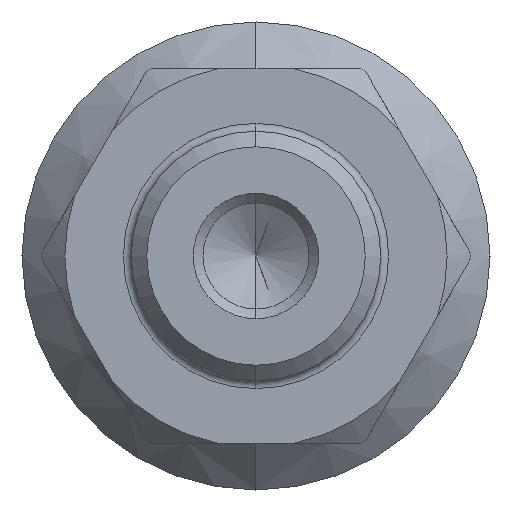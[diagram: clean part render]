
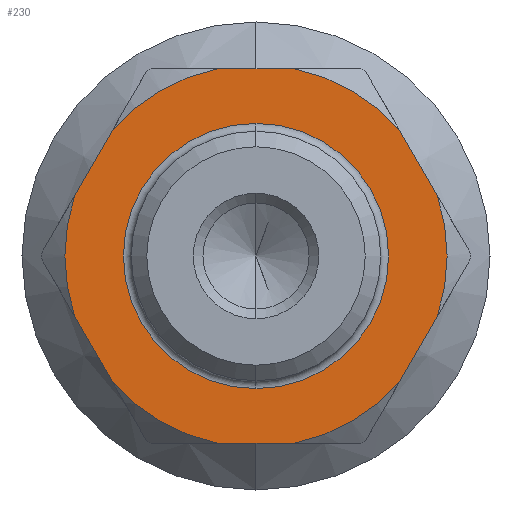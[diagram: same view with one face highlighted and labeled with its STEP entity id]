
A CAD part, left-side view. The second image highlights one B-rep face of the part: STEP entity #230.
In plain terms, the highlighted planar face has unit normal (-1, 0, 0).
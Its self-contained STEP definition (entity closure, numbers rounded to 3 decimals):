
#11 = AXIS2_PLACEMENT_3D ( 'NONE', #824, #1283, #533 ) ;
#17 = CARTESIAN_POINT ( 'NONE',  ( -112., 9.161, 8.132 ) ) ;
#23 = ORIENTED_EDGE ( 'NONE', *, *, #839, .T. ) ;
#24 = DIRECTION ( 'NONE',  ( 0., 0., -1. ) ) ;
#29 = DIRECTION ( 'NONE',  ( 0., 0., -1. ) ) ;
#85 = AXIS2_PLACEMENT_3D ( 'NONE', #136, #1014, #253 ) ;
#120 = EDGE_CURVE ( 'NONE', #708, #642, #659, .T. ) ;
#123 = EDGE_CURVE ( 'NONE', #401, #1043, #275, .T. ) ;
#130 = DIRECTION ( 'NONE',  ( 1., 0., 0. ) ) ;
#136 = CARTESIAN_POINT ( 'NONE',  ( -112., 0., 0. ) ) ;
#144 = EDGE_CURVE ( 'NONE', #841, #231, #1273, .T. ) ;
#146 = CARTESIAN_POINT ( 'NONE',  ( -112., -9.161, 8.132 ) ) ;
#153 = LINE ( 'NONE', #268, #1464 ) ;
#172 = CIRCLE ( 'NONE', #11, 12.25 ) ;
#195 = AXIS2_PLACEMENT_3D ( 'NONE', #1545, #790, #29 ) ;
#230 = ADVANCED_FACE ( 'NONE', ( #1383, #416 ), #1517, .F. ) ;
#231 = VERTEX_POINT ( 'NONE', #1257 ) ;
#246 = CIRCLE ( 'NONE', #85, 12.25 ) ;
#249 = VERTEX_POINT ( 'NONE', #894 ) ;
#253 = DIRECTION ( 'NONE',  ( 0., 0., -1. ) ) ;
#260 = CARTESIAN_POINT ( 'NONE',  ( -112., 0., 0. ) ) ;
#268 = CARTESIAN_POINT ( 'NONE',  ( -112., -6.928, -12. ) ) ;
#274 = VERTEX_POINT ( 'NONE', #653 ) ;
#275 = LINE ( 'NONE', #1222, #1592 ) ;
#297 = DIRECTION ( 'NONE',  ( 1., 0., 0. ) ) ;
#305 = ORIENTED_EDGE ( 'NONE', *, *, #120, .T. ) ;
#313 = CARTESIAN_POINT ( 'NONE',  ( -112., 0., -8.5 ) ) ;
#319 = VECTOR ( 'NONE', #1100, 1000. ) ;
#357 = EDGE_LOOP ( 'NONE', ( #23, #648, #1456, #913, #1509, #909, #997, #953, #305, #1355, #753, #1386 ) ) ;
#379 = DIRECTION ( 'NONE',  ( -1., 0., 0. ) ) ;
#380 = AXIS2_PLACEMENT_3D ( 'NONE', #1538, #788, #24 ) ;
#390 = VECTOR ( 'NONE', #838, 1000. ) ;
#391 = DIRECTION ( 'NONE',  ( 0., 0., -1. ) ) ;
#401 = VERTEX_POINT ( 'NONE', #771 ) ;
#412 = AXIS2_PLACEMENT_3D ( 'NONE', #260, #1144, #391 ) ;
#416 = FACE_OUTER_BOUND ( 'NONE', #357, .T. ) ;
#420 = ORIENTED_EDGE ( 'NONE', *, *, #976, .T. ) ;
#425 = CARTESIAN_POINT ( 'NONE',  ( -112., 2.462, 12. ) ) ;
#505 = AXIS2_PLACEMENT_3D ( 'NONE', #884, #379, #1514 ) ;
#507 = CARTESIAN_POINT ( 'NONE',  ( -112., -2.462, -12. ) ) ;
#533 = DIRECTION ( 'NONE',  ( 0., 0., -1. ) ) ;
#535 = DIRECTION ( 'NONE',  ( 0., -0.5, 0.866 ) ) ;
#541 = EDGE_CURVE ( 'NONE', #642, #249, #672, .T. ) ;
#555 = CARTESIAN_POINT ( 'NONE',  ( -112., -11.623, 3.868 ) ) ;
#597 = CARTESIAN_POINT ( 'NONE',  ( -112., -13.856, 0. ) ) ;
#608 = CARTESIAN_POINT ( 'NONE',  ( -112., 0., 0. ) ) ;
#618 = DIRECTION ( 'NONE',  ( 0., 0., -1. ) ) ;
#634 = EDGE_CURVE ( 'NONE', #1043, #1117, #246, .T. ) ;
#642 = VERTEX_POINT ( 'NONE', #507 ) ;
#643 = EDGE_CURVE ( 'NONE', #274, #1379, #1485, .T. ) ;
#648 = ORIENTED_EDGE ( 'NONE', *, *, #1247, .T. ) ;
#653 = CARTESIAN_POINT ( 'NONE',  ( -112., -11.623, -3.868 ) ) ;
#659 = LINE ( 'NONE', #1359, #910 ) ;
#672 = CIRCLE ( 'NONE', #1250, 12.25 ) ;
#708 = VERTEX_POINT ( 'NONE', #1529 ) ;
#741 = DIRECTION ( 'NONE',  ( 0., 0., -1. ) ) ;
#751 = EDGE_CURVE ( 'NONE', #231, #1232, #1111, .T. ) ;
#753 = ORIENTED_EDGE ( 'NONE', *, *, #964, .T. ) ;
#762 = CARTESIAN_POINT ( 'NONE',  ( -112., 13.75, 0. ) ) ;
#771 = CARTESIAN_POINT ( 'NONE',  ( -112., -2.462, 12. ) ) ;
#788 = DIRECTION ( 'NONE',  ( 1., 0., 0. ) ) ;
#790 = DIRECTION ( 'NONE',  ( -1., 0., 0. ) ) ;
#824 = CARTESIAN_POINT ( 'NONE',  ( -112., 0., 0. ) ) ;
#838 = DIRECTION ( 'NONE',  ( 0., -0.5, -0.866 ) ) ;
#839 = EDGE_CURVE ( 'NONE', #1379, #941, #990, .T. ) ;
#841 = VERTEX_POINT ( 'NONE', #1213 ) ;
#860 = DIRECTION ( 'NONE',  ( 0., 1., 0. ) ) ;
#866 = DIRECTION ( 'NONE',  ( 0., -1., 0. ) ) ;
#882 = CIRCLE ( 'NONE', #1323, 8.5 ) ;
#884 = CARTESIAN_POINT ( 'NONE',  ( -112., 0., 0. ) ) ;
#894 = CARTESIAN_POINT ( 'NONE',  ( -112., -9.161, -8.132 ) ) ;
#909 = ORIENTED_EDGE ( 'NONE', *, *, #144, .T. ) ;
#910 = VECTOR ( 'NONE', #866, 1000. ) ;
#913 = ORIENTED_EDGE ( 'NONE', *, *, #634, .T. ) ;
#931 = LINE ( 'NONE', #1151, #1611 ) ;
#941 = VERTEX_POINT ( 'NONE', #146 ) ;
#953 = ORIENTED_EDGE ( 'NONE', *, *, #1244, .T. ) ;
#964 = EDGE_CURVE ( 'NONE', #249, #274, #153, .T. ) ;
#976 = EDGE_CURVE ( 'NONE', #1089, #1270, #1502, .T. ) ;
#990 = LINE ( 'NONE', #597, #319 ) ;
#997 = ORIENTED_EDGE ( 'NONE', *, *, #751, .T. ) ;
#1014 = DIRECTION ( 'NONE',  ( -1., 0., 0. ) ) ;
#1043 = VERTEX_POINT ( 'NONE', #425 ) ;
#1060 = CARTESIAN_POINT ( 'NONE',  ( -112., 0., 0. ) ) ;
#1089 = VERTEX_POINT ( 'NONE', #313 ) ;
#1100 = DIRECTION ( 'NONE',  ( 0., 0.5, 0.866 ) ) ;
#1111 = LINE ( 'NONE', #1594, #390 ) ;
#1117 = VERTEX_POINT ( 'NONE', #17 ) ;
#1130 = EDGE_CURVE ( 'NONE', #1117, #841, #931, .T. ) ;
#1144 = DIRECTION ( 'NONE',  ( -1., 0., 0. ) ) ;
#1151 = CARTESIAN_POINT ( 'NONE',  ( -112., 6.928, 12. ) ) ;
#1178 = DIRECTION ( 'NONE',  ( 0., 0., -1. ) ) ;
#1182 = EDGE_LOOP ( 'NONE', ( #420, #1596 ) ) ;
#1203 = AXIS2_PLACEMENT_3D ( 'NONE', #762, #130, #618 ) ;
#1213 = CARTESIAN_POINT ( 'NONE',  ( -112., 11.623, 3.868 ) ) ;
#1222 = CARTESIAN_POINT ( 'NONE',  ( -112., -6.928, 12. ) ) ;
#1224 = EDGE_CURVE ( 'NONE', #1270, #1089, #882, .T. ) ;
#1232 = VERTEX_POINT ( 'NONE', #1305 ) ;
#1244 = EDGE_CURVE ( 'NONE', #1232, #708, #172, .T. ) ;
#1247 = EDGE_CURVE ( 'NONE', #941, #401, #1479, .T. ) ;
#1250 = AXIS2_PLACEMENT_3D ( 'NONE', #608, #1487, #741 ) ;
#1257 = CARTESIAN_POINT ( 'NONE',  ( -112., 11.623, -3.868 ) ) ;
#1270 = VERTEX_POINT ( 'NONE', #1417 ) ;
#1273 = CIRCLE ( 'NONE', #505, 12.25 ) ;
#1283 = DIRECTION ( 'NONE',  ( -1., 0., 0. ) ) ;
#1305 = CARTESIAN_POINT ( 'NONE',  ( -112., 9.161, -8.132 ) ) ;
#1323 = AXIS2_PLACEMENT_3D ( 'NONE', #1060, #297, #1178 ) ;
#1355 = ORIENTED_EDGE ( 'NONE', *, *, #541, .T. ) ;
#1359 = CARTESIAN_POINT ( 'NONE',  ( -112., 6.928, -12. ) ) ;
#1379 = VERTEX_POINT ( 'NONE', #555 ) ;
#1383 = FACE_BOUND ( 'NONE', #1182, .T. ) ;
#1386 = ORIENTED_EDGE ( 'NONE', *, *, #643, .T. ) ;
#1411 = DIRECTION ( 'NONE',  ( 0., 0.5, -0.866 ) ) ;
#1417 = CARTESIAN_POINT ( 'NONE',  ( -112., 0., 8.5 ) ) ;
#1456 = ORIENTED_EDGE ( 'NONE', *, *, #123, .T. ) ;
#1464 = VECTOR ( 'NONE', #535, 1000. ) ;
#1479 = CIRCLE ( 'NONE', #195, 12.25 ) ;
#1485 = CIRCLE ( 'NONE', #412, 12.25 ) ;
#1487 = DIRECTION ( 'NONE',  ( -1., 0., 0. ) ) ;
#1502 = CIRCLE ( 'NONE', #380, 8.5 ) ;
#1509 = ORIENTED_EDGE ( 'NONE', *, *, #1130, .T. ) ;
#1514 = DIRECTION ( 'NONE',  ( 0., 0., -1. ) ) ;
#1517 = PLANE ( 'NONE',  #1203 ) ;
#1529 = CARTESIAN_POINT ( 'NONE',  ( -112., 2.462, -12. ) ) ;
#1538 = CARTESIAN_POINT ( 'NONE',  ( -112., 0., 0. ) ) ;
#1545 = CARTESIAN_POINT ( 'NONE',  ( -112., 0., 0. ) ) ;
#1592 = VECTOR ( 'NONE', #860, 1000. ) ;
#1594 = CARTESIAN_POINT ( 'NONE',  ( -112., 13.856, 0. ) ) ;
#1596 = ORIENTED_EDGE ( 'NONE', *, *, #1224, .T. ) ;
#1611 = VECTOR ( 'NONE', #1411, 1000. ) ;
